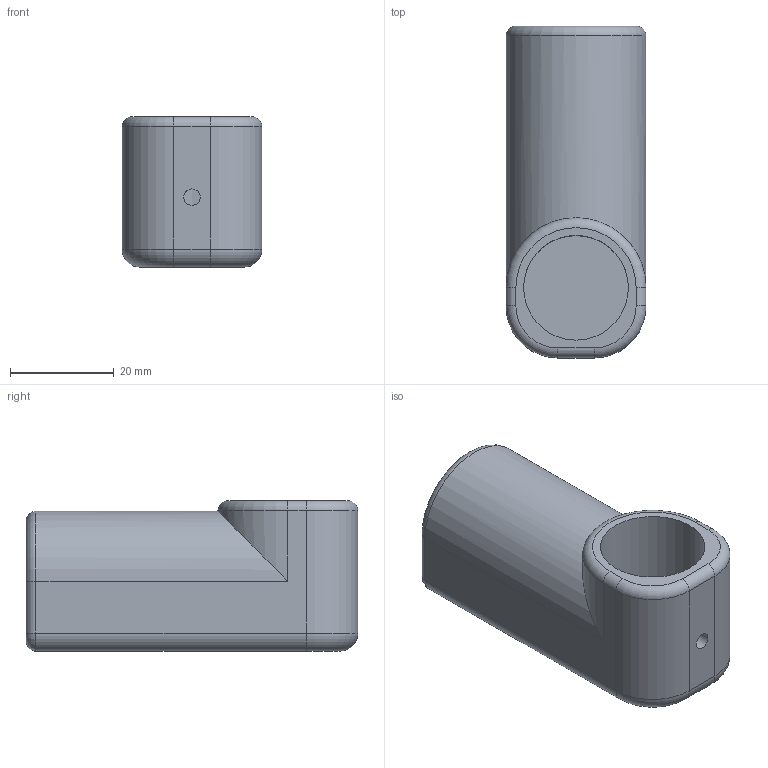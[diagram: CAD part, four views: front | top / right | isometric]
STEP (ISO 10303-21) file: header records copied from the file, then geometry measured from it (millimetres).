
FILE_DESCRIPTION(('FreeCAD Model'),'2;1');
FILE_NAME('Open CASCADE Shape Model','2022-02-18T20:07:04',('Author'),( ''),'Open CASCADE STEP processor 7.5','FreeCAD','Unknown');
FILE_SCHEMA(('AUTOMOTIVE_DESIGN { 1 0 10303 214 1 1 1 1 }'));
Length unit declared in the file: millimetre
Products named in the file (1): NEW.z.upper.joint
Bounding box: 27 x 64 x 29 mm (x, y, z)
Volume: 26913.5 mm3; surface area: 10494.2 mm2
Topology: 1 solids, 1 shells, 33 faces, 72 edges, 43 vertices
Faces by surface type: cylinder 17, plane 8, torus 6, revolution 2
Full cylindrical faces by diameter (mm): 3.2 x2, 20.2 x2
Entity records: 2186 total; most frequent: CARTESIAN_POINT 707, DIRECTION 274, ORIENTED_EDGE 144, PCURVE 144, DEFINITIONAL_REPRESENTATION 144, LINE 118, VECTOR 118, AXIS2_PLACEMENT_3D 72
